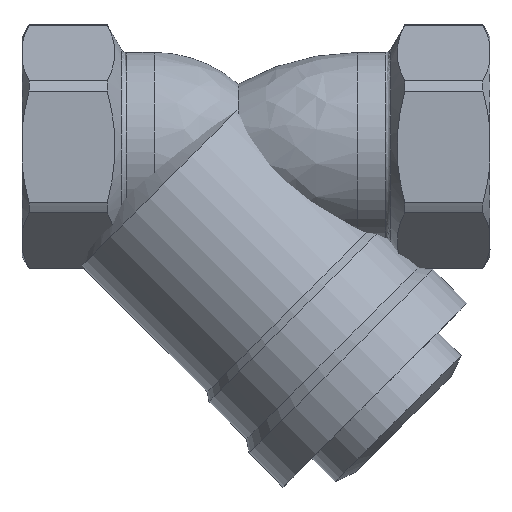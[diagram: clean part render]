
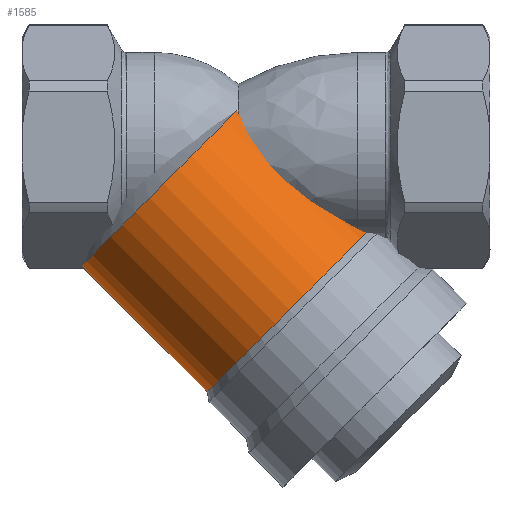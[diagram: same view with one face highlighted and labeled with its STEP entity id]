
A CAD part, front view. The second image highlights one B-rep face of the part: STEP entity #1585.
In plain terms, the highlighted cylindrical face has radius 20.365 mm (diameter 40.73 mm), a partial arc.
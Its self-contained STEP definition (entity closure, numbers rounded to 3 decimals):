
#245=FACE_OUTER_BOUND('',#343,.T.);
#343=EDGE_LOOP('',(#1437,#1438,#1439,#1440));
#430=LINE('',#2963,#516);
#431=LINE('',#2964,#517);
#516=VECTOR('',#2232,304.8);
#517=VECTOR('',#2233,304.8);
#605=CIRCLE('',#1780,20.365);
#607=CIRCLE('',#1784,20.365);
#747=VERTEX_POINT('',#2952);
#748=VERTEX_POINT('',#2953);
#749=VERTEX_POINT('',#2960);
#750=VERTEX_POINT('',#2961);
#976=EDGE_CURVE('',#747,#748,#605,.T.);
#980=EDGE_CURVE('',#749,#750,#607,.T.);
#981=EDGE_CURVE('',#747,#749,#430,.T.);
#982=EDGE_CURVE('',#750,#748,#431,.T.);
#1437=ORIENTED_EDGE('',*,*,#980,.F.);
#1438=ORIENTED_EDGE('',*,*,#981,.F.);
#1439=ORIENTED_EDGE('',*,*,#976,.T.);
#1440=ORIENTED_EDGE('',*,*,#982,.F.);
#1491=CYLINDRICAL_SURFACE('',#1783,20.365);
#1585=ADVANCED_FACE('',(#245),#1491,.T.);
#1780=AXIS2_PLACEMENT_3D('',#2954,#2220,#2221);
#1783=AXIS2_PLACEMENT_3D('',#2959,#2228,#2229);
#1784=AXIS2_PLACEMENT_3D('',#2962,#2230,#2231);
#2220=DIRECTION('center_axis',(-0.707,0.,0.707));
#2221=DIRECTION('ref_axis',(-0.707,0.,-0.707));
#2228=DIRECTION('center_axis',(0.707,0.,-0.707));
#2229=DIRECTION('ref_axis',(-0.707,0.,-0.707));
#2230=DIRECTION('center_axis',(-0.707,0.,0.707));
#2231=DIRECTION('ref_axis',(-0.707,0.,-0.707));
#2232=DIRECTION('',(-0.707,0.,0.707));
#2233=DIRECTION('',(0.707,0.,-0.707));
#2952=CARTESIAN_POINT('',(-8.537,0.,-42.954));
#2953=CARTESIAN_POINT('',(20.263,0.,-14.153));
#2954=CARTESIAN_POINT('Origin',(5.863,0.,-28.553));
#2959=CARTESIAN_POINT('Origin',(-14.374,0.,
-8.316));
#2960=CARTESIAN_POINT('',(-30.599,0.,-20.892));
#2961=CARTESIAN_POINT('',(-1.798,0.,7.909));
#2962=CARTESIAN_POINT('Origin',(-16.199,0.,
-6.492));
#2963=CARTESIAN_POINT('',(-8.537,0.,-42.954));
#2964=CARTESIAN_POINT('',(-1.798,0.,7.909));
